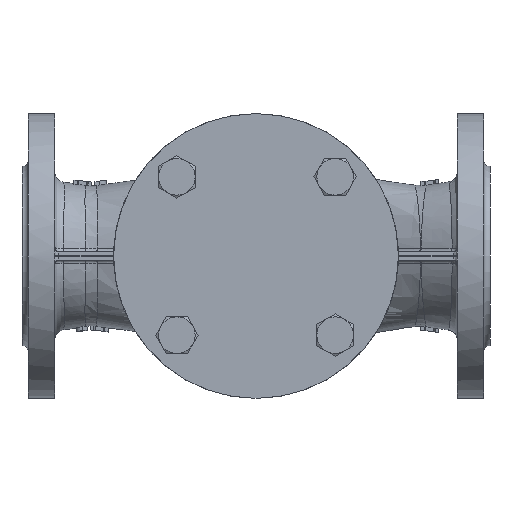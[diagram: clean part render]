
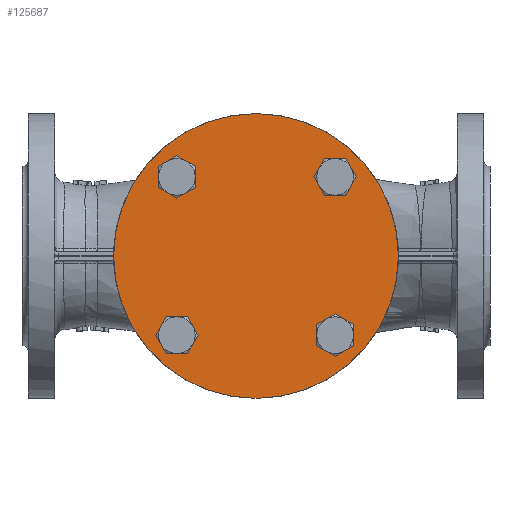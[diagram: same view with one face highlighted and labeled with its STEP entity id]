
A CAD part, front view. The second image highlights one B-rep face of the part: STEP entity #125687.
In plain terms, the highlighted planar face has unit normal (0, -1, 0).
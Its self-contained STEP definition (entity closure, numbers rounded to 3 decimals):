
#10648 = EDGE_CURVE ( 'NONE', #86994, #66251, #84201, .T. ) ;
#10650 = EDGE_CURVE ( 'NONE', #97545, #97480, #84189, .T. ) ;
#10653 = EDGE_CURVE ( 'NONE', #97530, #97535, #84173, .T. ) ;
#10655 = EDGE_CURVE ( 'NONE', #86640, #58897, #84162, .T. ) ;
#10657 = EDGE_CURVE ( 'NONE', #58383, #58056, #83980, .T. ) ;
#10937 = ORIENTED_EDGE ( 'NONE', *, *, #10650, .T. ) ;
#10938 = ORIENTED_EDGE ( 'NONE', *, *, #125474, .T. ) ;
#10939 = ORIENTED_EDGE ( 'NONE', *, *, #10653, .T. ) ;
#10940 = ORIENTED_EDGE ( 'NONE', *, *, #125406, .T. ) ;
#10941 = ORIENTED_EDGE ( 'NONE', *, *, #10655, .T. ) ;
#10942 = ORIENTED_EDGE ( 'NONE', *, *, #118492, .T. ) ;
#10943 = ORIENTED_EDGE ( 'NONE', *, *, #10657, .T. ) ;
#10944 = ORIENTED_EDGE ( 'NONE', *, *, #117379, .T. ) ;
#10945 = ORIENTED_EDGE ( 'NONE', *, *, #10648, .F. ) ;
#10946 = ORIENTED_EDGE ( 'NONE', *, *, #117374, .F. ) ;
#12921 = CIRCLE ( 'NONE', #12947, 9.027 ) ;
#12947 = AXIS2_PLACEMENT_3D ( 'NONE', #125546, #125548, #125551 ) ;
#20023 = CARTESIAN_POINT ( 'NONE',  ( 0., -116.265, 0. ) ) ;
#20025 = DIRECTION ( 'NONE',  ( 0., 1., 0. ) ) ;
#20027 = DIRECTION ( 'NONE',  ( 0., 0., 1. ) ) ;
#20031 = CARTESIAN_POINT ( 'NONE',  ( -39.008, -116.265, -39.008 ) ) ;
#20033 = DIRECTION ( 'NONE',  ( 0., 1., 0. ) ) ;
#20035 = DIRECTION ( 'NONE',  ( 0., 0., -1. ) ) ;
#20039 = CARTESIAN_POINT ( 'NONE',  ( 39.007, -116.265, -39.008 ) ) ;
#20041 = DIRECTION ( 'NONE',  ( 0., 1., 0. ) ) ;
#20043 = DIRECTION ( 'NONE',  ( 1., 0., 0. ) ) ;
#20047 = CARTESIAN_POINT ( 'NONE',  ( 39.007, -116.265, 39.008 ) ) ;
#20049 = DIRECTION ( 'NONE',  ( 0., 1., 0. ) ) ;
#20051 = DIRECTION ( 'NONE',  ( 0., 0., 1. ) ) ;
#20055 = CARTESIAN_POINT ( 'NONE',  ( -39.008, -116.265, 39.008 ) ) ;
#20057 = DIRECTION ( 'NONE',  ( 0., 1., 0. ) ) ;
#20059 = DIRECTION ( 'NONE',  ( -1., 0., 0. ) ) ;
#54879 = AXIS2_PLACEMENT_3D ( 'NONE', #128917, #128918, #128919 ) ;
#54945 = AXIS2_PLACEMENT_3D ( 'NONE', #128757, #128758, #128760 ) ;
#54970 = CIRCLE ( 'NONE', #54945, 9.027 ) ;
#55033 = CIRCLE ( 'NONE', #54879, 9.027 ) ;
#55388 = AXIS2_PLACEMENT_3D ( 'NONE', #134953, #134962, #134964 ) ;
#57141 = EDGE_LOOP ( 'NONE', ( #10943, #10944 ) ) ;
#57229 = EDGE_LOOP ( 'NONE', ( #10945, #10946 ) ) ;
#57544 = EDGE_LOOP ( 'NONE', ( #10939, #10940 ) ) ;
#57548 = EDGE_LOOP ( 'NONE', ( #10937, #10938 ) ) ;
#57570 = EDGE_LOOP ( 'NONE', ( #10941, #10942 ) ) ;
#58056 = VERTEX_POINT ( 'NONE', #129890 ) ;
#58383 = VERTEX_POINT ( 'NONE', #130032 ) ;
#58897 = VERTEX_POINT ( 'NONE', #130100 ) ;
#66251 = VERTEX_POINT ( 'NONE', #130222 ) ;
#83945 = AXIS2_PLACEMENT_3D ( 'NONE', #20031, #20033, #20035 ) ;
#83964 = AXIS2_PLACEMENT_3D ( 'NONE', #20039, #20041, #20043 ) ;
#83971 = AXIS2_PLACEMENT_3D ( 'NONE', #20047, #20049, #20051 ) ;
#83980 = CIRCLE ( 'NONE', #84083, 9.027 ) ;
#84083 = AXIS2_PLACEMENT_3D ( 'NONE', #20055, #20057, #20059 ) ;
#84137 = AXIS2_PLACEMENT_3D ( 'NONE', #20023, #20025, #20027 ) ;
#84162 = CIRCLE ( 'NONE', #83971, 9.027 ) ;
#84173 = CIRCLE ( 'NONE', #83964, 9.027 ) ;
#84189 = CIRCLE ( 'NONE', #83945, 9.027 ) ;
#84201 = CIRCLE ( 'NONE', #84137, 70.21 ) ;
#86640 = VERTEX_POINT ( 'NONE', #130260 ) ;
#86994 = VERTEX_POINT ( 'NONE', #130375 ) ;
#97480 = VERTEX_POINT ( 'NONE', #131444 ) ;
#97530 = VERTEX_POINT ( 'NONE', #131540 ) ;
#97535 = VERTEX_POINT ( 'NONE', #131550 ) ;
#97545 = VERTEX_POINT ( 'NONE', #131570 ) ;
#109768 = CIRCLE ( 'NONE', #109898, 9.027 ) ;
#109865 = AXIS2_PLACEMENT_3D ( 'NONE', #131895, #131897, #131899 ) ;
#109898 = AXIS2_PLACEMENT_3D ( 'NONE', #131911, #131913, #131915 ) ;
#109929 = CIRCLE ( 'NONE', #109865, 70.21 ) ;
#117374 = EDGE_CURVE ( 'NONE', #66251, #86994, #109929, .T. ) ;
#117379 = EDGE_CURVE ( 'NONE', #58056, #58383, #109768, .T. ) ;
#118492 = EDGE_CURVE ( 'NONE', #58897, #86640, #12921, .T. ) ;
#125406 = EDGE_CURVE ( 'NONE', #97535, #97530, #54970, .T. ) ;
#125474 = EDGE_CURVE ( 'NONE', #97480, #97545, #55033, .T. ) ;
#125546 = CARTESIAN_POINT ( 'NONE',  ( 39.007, -116.265, 39.008 ) ) ;
#125548 = DIRECTION ( 'NONE',  ( 0., 1., 0. ) ) ;
#125551 = DIRECTION ( 'NONE',  ( 0., 0., 1. ) ) ;
#125687 = ADVANCED_FACE ( 'NONE', ( #134947, #134951, #134955, #134959, #134945 ), #134939, .F. ) ;
#128757 = CARTESIAN_POINT ( 'NONE',  ( 39.007, -116.265, -39.008 ) ) ;
#128758 = DIRECTION ( 'NONE',  ( 0., 1., 0. ) ) ;
#128760 = DIRECTION ( 'NONE',  ( 1., 0., 0. ) ) ;
#128917 = CARTESIAN_POINT ( 'NONE',  ( -39.008, -116.265, -39.008 ) ) ;
#128918 = DIRECTION ( 'NONE',  ( 0., 1., 0. ) ) ;
#128919 = DIRECTION ( 'NONE',  ( 0., 0., -1. ) ) ;
#129890 = CARTESIAN_POINT ( 'NONE',  ( -48.035, -116.265, 39.008 ) ) ;
#130032 = CARTESIAN_POINT ( 'NONE',  ( -29.981, -116.265, 39.008 ) ) ;
#130100 = CARTESIAN_POINT ( 'NONE',  ( 39.007, -116.265, 48.035 ) ) ;
#130222 = CARTESIAN_POINT ( 'NONE',  ( 0., -116.265, 70.21 ) ) ;
#130260 = CARTESIAN_POINT ( 'NONE',  ( 39.007, -116.265, 29.981 ) ) ;
#130375 = CARTESIAN_POINT ( 'NONE',  ( 0., -116.265, -70.21 ) ) ;
#131444 = CARTESIAN_POINT ( 'NONE',  ( -39.008, -116.265, -48.035 ) ) ;
#131540 = CARTESIAN_POINT ( 'NONE',  ( 29.98, -116.265, -39.008 ) ) ;
#131550 = CARTESIAN_POINT ( 'NONE',  ( 48.034, -116.265, -39.008 ) ) ;
#131570 = CARTESIAN_POINT ( 'NONE',  ( -39.008, -116.265, -29.981 ) ) ;
#131895 = CARTESIAN_POINT ( 'NONE',  ( 0., -116.265, 0. ) ) ;
#131897 = DIRECTION ( 'NONE',  ( 0., 1., 0. ) ) ;
#131899 = DIRECTION ( 'NONE',  ( 0., 0., 1. ) ) ;
#131911 = CARTESIAN_POINT ( 'NONE',  ( -39.008, -116.265, 39.008 ) ) ;
#131913 = DIRECTION ( 'NONE',  ( 0., 1., 0. ) ) ;
#131915 = DIRECTION ( 'NONE',  ( -1., 0., 0. ) ) ;
#134939 = PLANE ( 'NONE',  #55388 ) ;
#134945 = FACE_OUTER_BOUND ( 'NONE', #57229, .T. ) ;
#134947 = FACE_BOUND ( 'NONE', #57548, .T. ) ;
#134951 = FACE_BOUND ( 'NONE', #57544, .T. ) ;
#134953 = CARTESIAN_POINT ( 'NONE',  ( 0., -116.265, 0. ) ) ;
#134955 = FACE_BOUND ( 'NONE', #57570, .T. ) ;
#134959 = FACE_BOUND ( 'NONE', #57141, .T. ) ;
#134962 = DIRECTION ( 'NONE',  ( 0., 1., 0. ) ) ;
#134964 = DIRECTION ( 'NONE',  ( 0., 0., 1. ) ) ;
